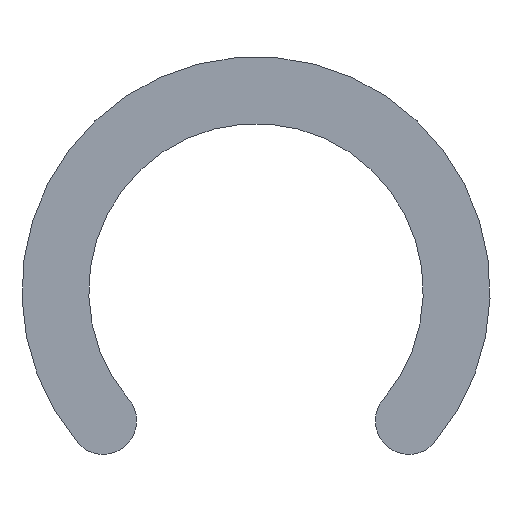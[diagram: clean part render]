
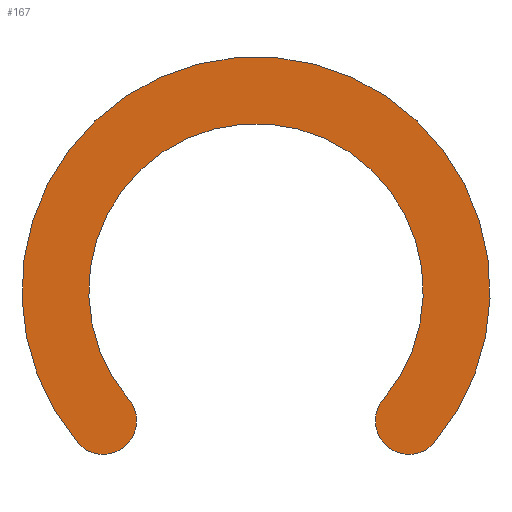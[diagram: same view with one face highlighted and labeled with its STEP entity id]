
A CAD part, front view. The second image highlights one B-rep face of the part: STEP entity #167.
In plain terms, the highlighted planar face has unit normal (0, -1, 0).
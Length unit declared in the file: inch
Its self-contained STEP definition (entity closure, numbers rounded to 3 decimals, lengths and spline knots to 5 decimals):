
#24=CARTESIAN_POINT('',(14.83328,5.49859,-0.28359));
#25=VERTEX_POINT('',#24);
#26=CARTESIAN_POINT('',(14.73809,5.49859,-0.20256));
#27=VERTEX_POINT('',#26);
#28=CARTESIAN_POINT('',(14.78569,5.49859,-0.24307));
#29=DIRECTION('',(0.,1.,0.));
#30=DIRECTION('',(1.,0.,0.));
#31=AXIS2_PLACEMENT_3D('',#28,#29,#30);
#32=CIRCLE('',#31,0.0625);
#33=EDGE_CURVE('',#25,#27,#32,.T.);
#66=CARTESIAN_POINT('',(14.26217,5.49859,-0.20256));
#67=VERTEX_POINT('',#66);
#68=CARTESIAN_POINT('',(14.50013,5.49859,0.));
#69=DIRECTION('',(0.,-1.,0.));
#70=DIRECTION('',(1.,0.,0.));
#71=AXIS2_PLACEMENT_3D('',#68,#69,#70);
#72=CIRCLE('',#71,0.3125);
#73=EDGE_CURVE('',#27,#67,#72,.T.);
#99=CARTESIAN_POINT('',(14.16699,5.49859,-0.28359));
#100=VERTEX_POINT('',#99);
#101=CARTESIAN_POINT('',(14.21458,5.49859,-0.24307));
#102=DIRECTION('',(0.,1.,0.));
#103=DIRECTION('',(1.,0.,0.));
#104=AXIS2_PLACEMENT_3D('',#101,#102,#103);
#105=CIRCLE('',#104,0.0625);
#106=EDGE_CURVE('',#67,#100,#105,.T.);
#132=CARTESIAN_POINT('',(14.50013,5.49859,0.));
#133=DIRECTION('',(0.,1.,0.));
#134=DIRECTION('',(1.,0.,0.));
#135=AXIS2_PLACEMENT_3D('',#132,#133,#134);
#136=CIRCLE('',#135,0.4375);
#137=EDGE_CURVE('',#100,#25,#136,.T.);
#156=ORIENTED_EDGE('',*,*,#33,.F.);
#157=ORIENTED_EDGE('',*,*,#137,.F.);
#158=ORIENTED_EDGE('',*,*,#106,.F.);
#159=ORIENTED_EDGE('',*,*,#73,.F.);
#160=EDGE_LOOP('',(#156,#157,#158,#159));
#161=FACE_OUTER_BOUND('',#160,.T.);
#162=CARTESIAN_POINT('',(14.65807,5.49859,0.408));
#163=DIRECTION('',(0.,-1.,0.));
#164=DIRECTION('',(1.,0.,0.));
#165=AXIS2_PLACEMENT_3D('',#162,#163,#164);
#166=PLANE('',#165);
#167=ADVANCED_FACE('',(#161),#166,.T.);
